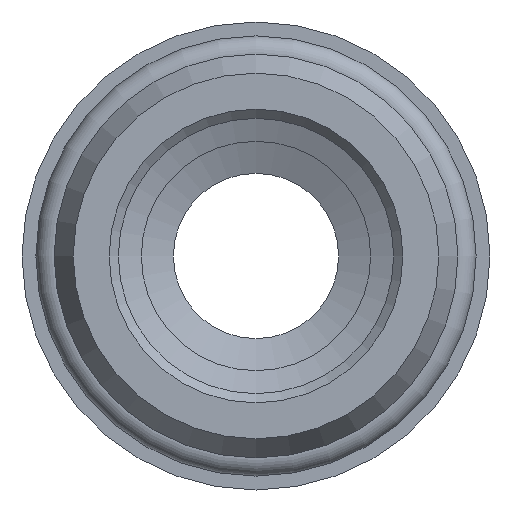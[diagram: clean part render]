
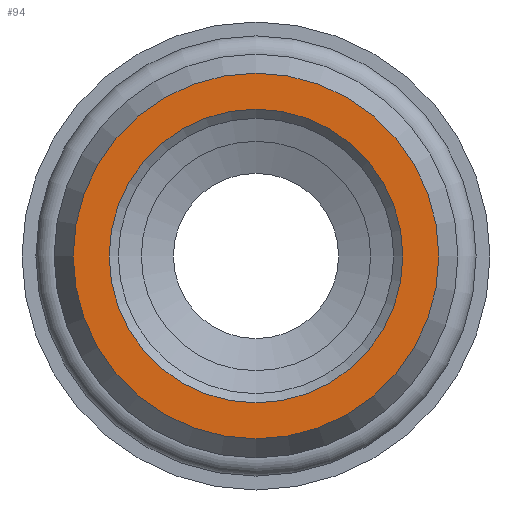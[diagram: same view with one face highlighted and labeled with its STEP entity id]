
A CAD part, front view. The second image highlights one B-rep face of the part: STEP entity #94.
In plain terms, the highlighted planar face has unit normal (0, -1, 0).
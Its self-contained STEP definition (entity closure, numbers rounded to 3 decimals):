
#94 = ADVANCED_FACE( 'NONE', ( #170, #171 ), #172, .T. );
#170 = FACE_OUTER_BOUND( '', #281, .T. );
#171 = FACE_BOUND( '', #282, .T. );
#172 = PLANE( '', #283 );
#281 = EDGE_LOOP( '', ( #467 ) );
#282 = EDGE_LOOP( '', ( #468 ) );
#283 = AXIS2_PLACEMENT_3D( '', #469, #470, #471 );
#467 = ORIENTED_EDGE( '', *, *, #645, .T. );
#468 = ORIENTED_EDGE( '', *, *, #646, .F. );
#469 = CARTESIAN_POINT( '', ( 0., 0., 0. ) );
#470 = DIRECTION( '', ( 0., -1., 0. ) );
#471 = DIRECTION( '', ( 0., 0., -1. ) );
#645 = EDGE_CURVE( 'NONE', #755, #755, #756, .T. );
#646 = EDGE_CURVE( 'NONE', #757, #757, #758, .T. );
#755 = VERTEX_POINT( '', #936 );
#756 = CIRCLE( '', #937, 9.961 );
#757 = VERTEX_POINT( '', #938 );
#758 = CIRCLE( '', #939, 8. );
#936 = CARTESIAN_POINT( '', ( 0., 0., -9.961 ) );
#937 = AXIS2_PLACEMENT_3D( '', #1069, #1070, #1071 );
#938 = CARTESIAN_POINT( '', ( 0., 0., -8. ) );
#939 = AXIS2_PLACEMENT_3D( '', #1072, #1073, #1074 );
#1069 = CARTESIAN_POINT( '', ( 0., 0., 0. ) );
#1070 = DIRECTION( '', ( 0., -1., 0. ) );
#1071 = DIRECTION( '', ( 0., 0., -1. ) );
#1072 = CARTESIAN_POINT( '', ( 0., 0., 0. ) );
#1073 = DIRECTION( '', ( 0., -1., 0. ) );
#1074 = DIRECTION( '', ( 0., 0., -1. ) );
